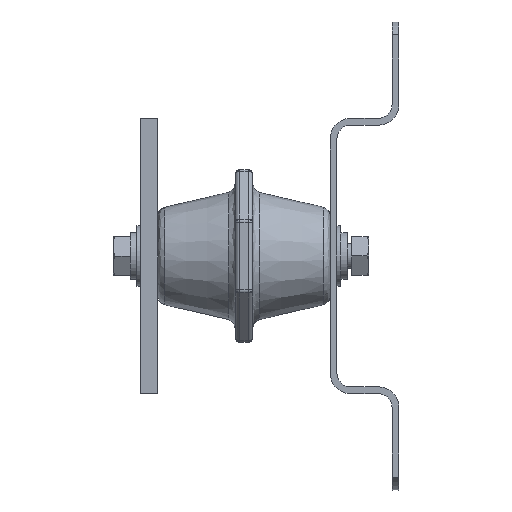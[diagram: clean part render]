
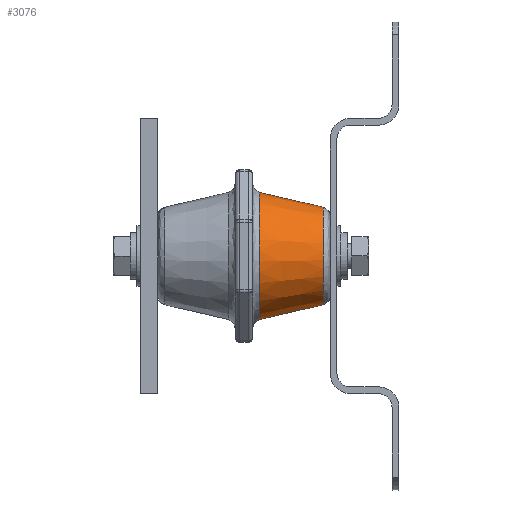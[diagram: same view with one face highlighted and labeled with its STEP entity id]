
A CAD part, left-side view. The second image highlights one B-rep face of the part: STEP entity #3076.
In plain terms, the highlighted conical face has half-angle 13.134 degrees and reference radius 23.558 mm.
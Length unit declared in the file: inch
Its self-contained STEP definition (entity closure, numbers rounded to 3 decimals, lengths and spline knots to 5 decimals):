
#418 = EDGE_CURVE ( 'NONE', #7215, #7215, #9670, .T. ) ;
#1678 = CARTESIAN_POINT ( 'NONE',  ( -3.45731, -2.67422, 0.50207 ) ) ;
#2447 = ORIENTED_EDGE ( 'NONE', *, *, #2778, .T. ) ;
#2483 = FACE_BOUND ( 'NONE', #7242, .T. ) ;
#2703 = DIRECTION ( 'NONE',  ( 0.707, 0., 0.707 ) ) ;
#2778 = EDGE_CURVE ( 'NONE', #6376, #6376, #7007, .T. ) ;
#3076 = ADVANCED_FACE ( 'NONE', ( #9493, #2483 ), #12560, .T. ) ;
#3734 = AXIS2_PLACEMENT_3D ( 'NONE', #9799, #7666, #2703 ) ;
#3834 = EDGE_LOOP ( 'NONE', ( #8141 ) ) ;
#5960 = DIRECTION ( 'NONE',  ( -0.707, 0., -0.707 ) ) ;
#6347 = DIRECTION ( 'NONE',  ( -0.707, 0., -0.707 ) ) ;
#6376 = VERTEX_POINT ( 'NONE', #1678 ) ;
#7007 = CIRCLE ( 'NONE', #3734, 0.71004 ) ;
#7215 = VERTEX_POINT ( 'NONE', #7288 ) ;
#7242 = EDGE_LOOP ( 'NONE', ( #2447 ) ) ;
#7288 = CARTESIAN_POINT ( 'NONE',  ( -4.6152, -1.74241, -0.65581 ) ) ;
#7666 = DIRECTION ( 'NONE',  ( 0., 1., 0. ) ) ;
#7972 = DIRECTION ( 'NONE',  ( 0., -1., 0. ) ) ;
#8141 = ORIENTED_EDGE ( 'NONE', *, *, #418, .T. ) ;
#8536 = CARTESIAN_POINT ( 'NONE',  ( -3.95938, -1.74241, 0. ) ) ;
#9493 = FACE_OUTER_BOUND ( 'NONE', #3834, .T. ) ;
#9670 = CIRCLE ( 'NONE', #12140, 0.92746 ) ;
#9799 = CARTESIAN_POINT ( 'NONE',  ( -3.95938, -2.67422, 0. ) ) ;
#10804 = CARTESIAN_POINT ( 'NONE',  ( -3.95938, -1.74241, 0. ) ) ;
#11235 = DIRECTION ( 'NONE',  ( 0., 1., 0. ) ) ;
#11751 = AXIS2_PLACEMENT_3D ( 'NONE', #8536, #11235, #6347 ) ;
#12140 = AXIS2_PLACEMENT_3D ( 'NONE', #10804, #7972, #5960 ) ;
#12560 = CONICAL_SURFACE ( 'NONE', #11751, 0.92746, 0.229 ) ;
